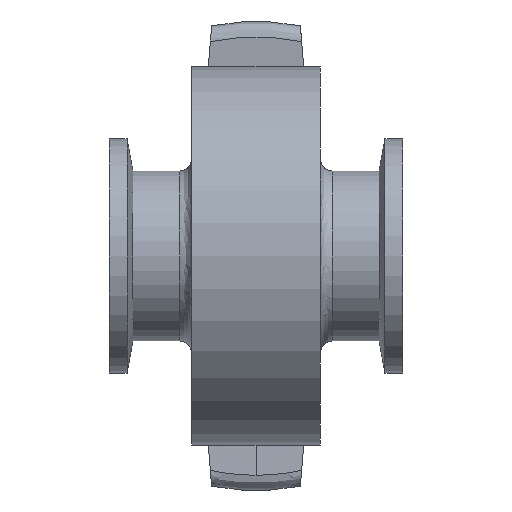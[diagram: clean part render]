
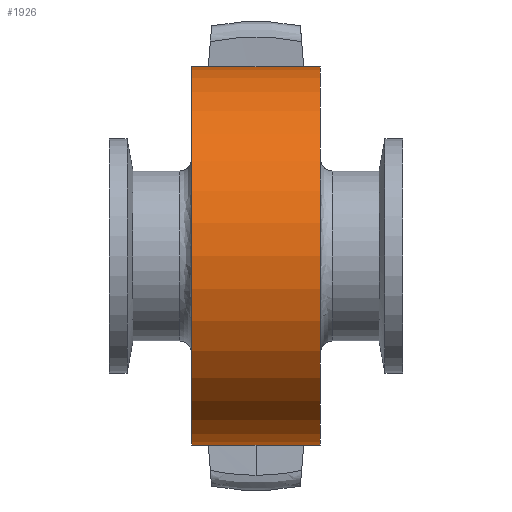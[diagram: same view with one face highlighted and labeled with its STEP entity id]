
A CAD part, left-side view. The second image highlights one B-rep face of the part: STEP entity #1926.
In plain terms, the highlighted cylindrical face has radius 32.25 mm (diameter 64.5 mm), a partial arc.
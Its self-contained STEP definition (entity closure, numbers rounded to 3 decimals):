
#83 = AXIS2_PLACEMENT_3D ( 'NONE', #2834, #1017, #1656 ) ;
#193 = CIRCLE ( 'NONE', #5452, 32.25 ) ;
#229 = DIRECTION ( 'NONE',  ( 0., 0., 1. ) ) ;
#512 = DIRECTION ( 'NONE',  ( 0., 1., 0. ) ) ;
#710 = CARTESIAN_POINT ( 'NONE',  ( 0., 22., -32.25 ) ) ;
#1017 = DIRECTION ( 'NONE',  ( 0., 1., 0. ) ) ;
#1126 = CARTESIAN_POINT ( 'NONE',  ( 0., 0., 32.25 ) ) ;
#1315 = DIRECTION ( 'NONE',  ( 0., 1., 0. ) ) ;
#1328 = CYLINDRICAL_SURFACE ( 'NONE', #83, 32.25 ) ;
#1431 = CARTESIAN_POINT ( 'NONE',  ( 0., 22., 32.25 ) ) ;
#1599 = CIRCLE ( 'NONE', #2397, 32.25 ) ;
#1656 = DIRECTION ( 'NONE',  ( 0., 0., 1. ) ) ;
#1926 = ADVANCED_FACE ( 'NONE', ( #3690 ), #1328, .T. ) ;
#2397 = AXIS2_PLACEMENT_3D ( 'NONE', #7424, #3842, #229 ) ;
#2452 = LINE ( 'NONE', #2604, #5434 ) ;
#2604 = CARTESIAN_POINT ( 'NONE',  ( 0., 22., 32.25 ) ) ;
#2834 = CARTESIAN_POINT ( 'NONE',  ( 0., 22., 0. ) ) ;
#3204 = EDGE_CURVE ( 'NONE', #6918, #5041, #5889, .T. ) ;
#3228 = DIRECTION ( 'NONE',  ( 0., 1., 0. ) ) ;
#3340 = VERTEX_POINT ( 'NONE', #1431 ) ;
#3538 = VERTEX_POINT ( 'NONE', #1126 ) ;
#3690 = FACE_OUTER_BOUND ( 'NONE', #6591, .T. ) ;
#3701 = EDGE_CURVE ( 'NONE', #6918, #3538, #193, .T. ) ;
#3772 = CARTESIAN_POINT ( 'NONE',  ( 0., 22., -32.25 ) ) ;
#3842 = DIRECTION ( 'NONE',  ( 0., -1., 0. ) ) ;
#3998 = EDGE_CURVE ( 'NONE', #3538, #3340, #2452, .T. ) ;
#4127 = CARTESIAN_POINT ( 'NONE',  ( 0., 0., 0. ) ) ;
#4307 = VECTOR ( 'NONE', #1315, 1000. ) ;
#4357 = EDGE_CURVE ( 'NONE', #3340, #5041, #1599, .T. ) ;
#4581 = ORIENTED_EDGE ( 'NONE', *, *, #3204, .F. ) ;
#4718 = DIRECTION ( 'NONE',  ( 0., 0., 1. ) ) ;
#5041 = VERTEX_POINT ( 'NONE', #3772 ) ;
#5434 = VECTOR ( 'NONE', #3228, 1000. ) ;
#5452 = AXIS2_PLACEMENT_3D ( 'NONE', #4127, #512, #4718 ) ;
#5525 = ORIENTED_EDGE ( 'NONE', *, *, #3701, .T. ) ;
#5611 = CARTESIAN_POINT ( 'NONE',  ( 0., 0., -32.25 ) ) ;
#5889 = LINE ( 'NONE', #710, #4307 ) ;
#6591 = EDGE_LOOP ( 'NONE', ( #4581, #5525, #7733, #7763 ) ) ;
#6918 = VERTEX_POINT ( 'NONE', #5611 ) ;
#7424 = CARTESIAN_POINT ( 'NONE',  ( 0., 22., 0. ) ) ;
#7733 = ORIENTED_EDGE ( 'NONE', *, *, #3998, .T. ) ;
#7763 = ORIENTED_EDGE ( 'NONE', *, *, #4357, .T. ) ;
